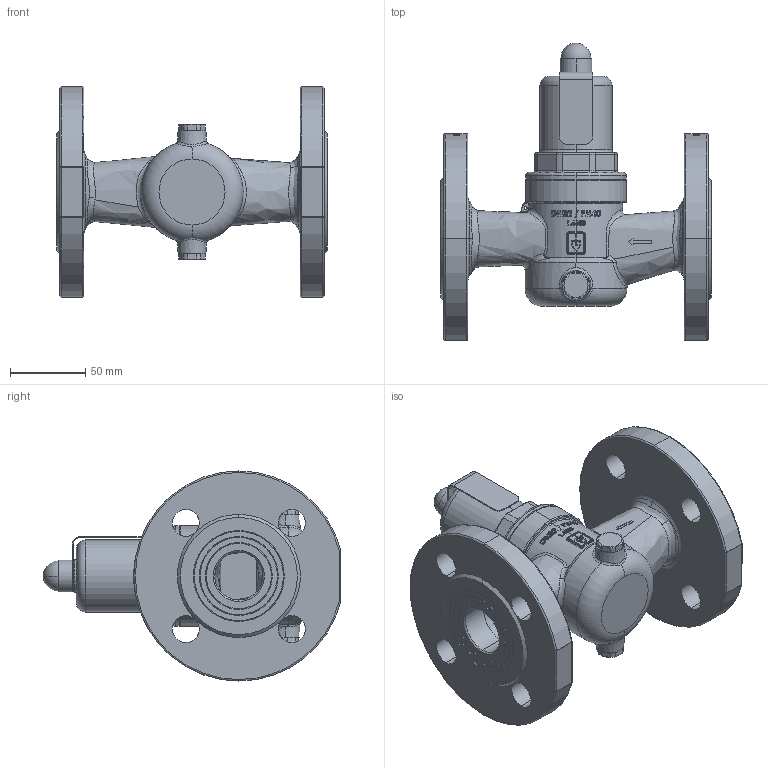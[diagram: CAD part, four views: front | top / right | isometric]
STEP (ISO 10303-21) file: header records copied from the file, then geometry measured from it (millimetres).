
FILE_DESCRIPTION (( 'STEP AP214' ), '1' );
FILE_NAME ('431mGFO-32 Dummy.STEP', '2012-02-22T15:14:41', ( 'Blankenhorn' ), ( '' ), 'SwSTEP 2.0', 'SolidWorks 2011', '' );
FILE_SCHEMA (( 'AUTOMOTIVE_DESIGN' ));
Length unit declared in the file: millimetre
Products named in the file (1): 431mGFO-32 Dummy
Bounding box: 180 x 198.4 x 140 mm (x, y, z)
Volume: 632964.8 mm3; surface area: 177790.7 mm2
Topology: 6 solids, 6 shells, 1280 faces, 3308 edges, 2114 vertices
Faces by surface type: plane 495, bspline 319, cylinder 281, cone 89, torus 84, sphere 12
Entity records: 73807 total; most frequent: CARTESIAN_POINT 31542, ORIENTED_EDGE 6566, DIRECTION 4865, EDGE_CURVE 3283, VERTEX_POINT 2111, AXIS2_PLACEMENT_3D 1803, EDGE_LOOP 1408, UNCERTAINTY_MEASURE_WITH_UNIT 1288
